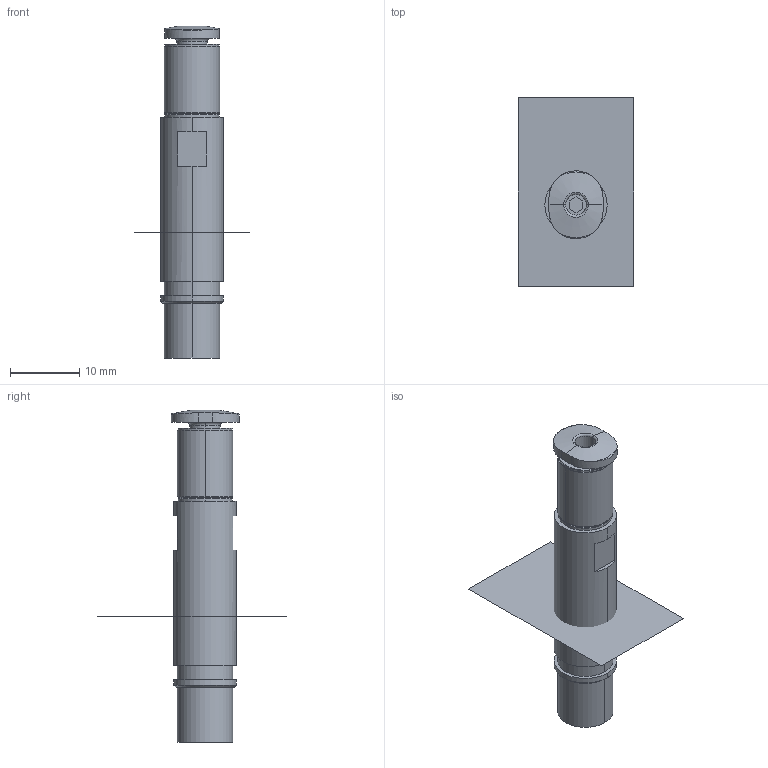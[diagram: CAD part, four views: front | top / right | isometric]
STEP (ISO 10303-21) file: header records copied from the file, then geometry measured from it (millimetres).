
FILE_DESCRIPTION((''),'2;1');
FILE_NAME('3MM_1_1_1_1_1','2019-05-07T',('sy.ji'),(''),'PRO/ENGINEER BY PARAMETRIC TECHNOLOGY CORPORATION, 2014310','PRO/ENGINEER BY PARAMETRIC TECHNOLOGY CORPORATION, 2014310','');
FILE_SCHEMA(('CONFIG_CONTROL_DESIGN'));
Length unit declared in the file: millimetre
Products named in the file (1): 3MM_1_1_1_1_1
Bounding box: 16.7 x 27.16 x 47.95 mm (x, y, z)
Volume: 1896.6 mm3; surface area: 3168.4 mm2
Topology: 1 solids, 4 shells, 219 faces, 572 edges, 370 vertices
Faces by surface type: cylinder 78, plane 67, cone 46, torus 20, bspline 8
Entity records: 9530 total; most frequent: CARTESIAN_POINT 2663, ORIENTED_EDGE 1140, DIRECTION 1060, EDGE_CURVE 572, AXIS2_PLACEMENT_3D 450, VERTEX_POINT 370, EDGE_LOOP 241, CIRCLE 238
